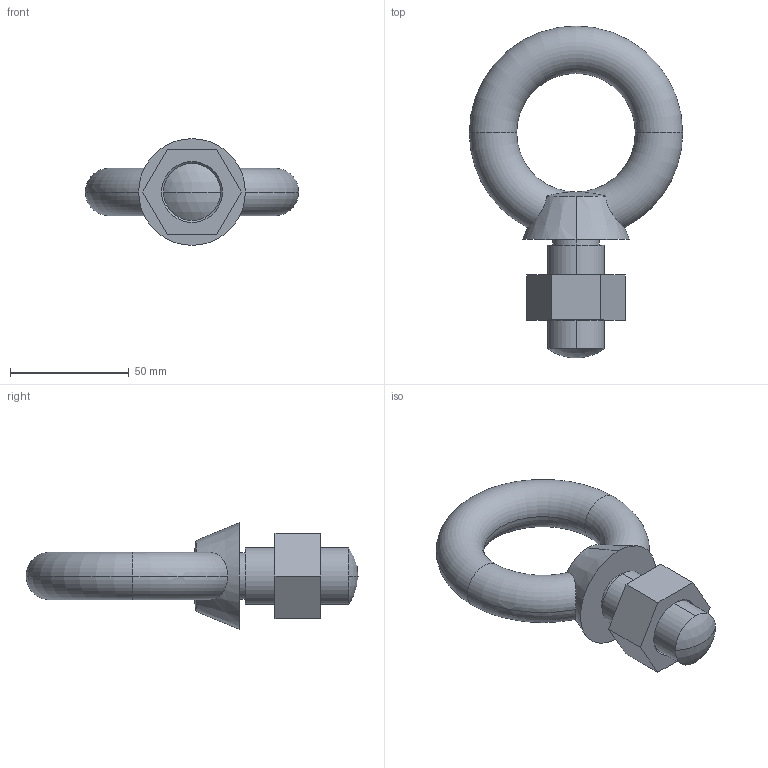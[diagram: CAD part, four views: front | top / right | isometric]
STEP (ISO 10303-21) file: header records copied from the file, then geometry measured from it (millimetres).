
FILE_DESCRIPTION (( 'STEP AP203' ), '1' );
FILE_NAME ('B-1131-24.STEP', '2009-10-07T05:08:14', ( ' ' ), ( ' ' ), 'SwSTEP 2.0', 'SolidWorks 2007', '' );
FILE_SCHEMA (( 'CONFIG_CONTROL_DESIGN' ));
Length unit declared in the file: millimetre
Products named in the file (3): B-1131-24; B-1130-24六角ナットM24__ﾃﾞﾌｫﾙﾄ; B-1131-24__蹬怮椔
Assembly tree (2 placements, depth 2):
  B-1131-24
    B-1130-24六角ナットM24__ﾃﾞﾌｫﾙﾄ
    B-1131-24__蹬怮椔
Bounding box: 90 x 140 x 45 mm (x, y, z)
Volume: 114250.4 mm3; surface area: 24796.7 mm2
Topology: 2 solids, 2 shells, 30 faces, 70 edges, 44 vertices
Faces by surface type: plane 10, cylinder 6, torus 6, cone 4, sphere 4
Entity records: 1337 total; most frequent: CARTESIAN_POINT 325, DIRECTION 166, ORIENTED_EDGE 140, EDGE_CURVE 70, AXIS2_PLACEMENT_3D 69, VERTEX_POINT 44, EDGE_LOOP 34, CIRCLE 34
